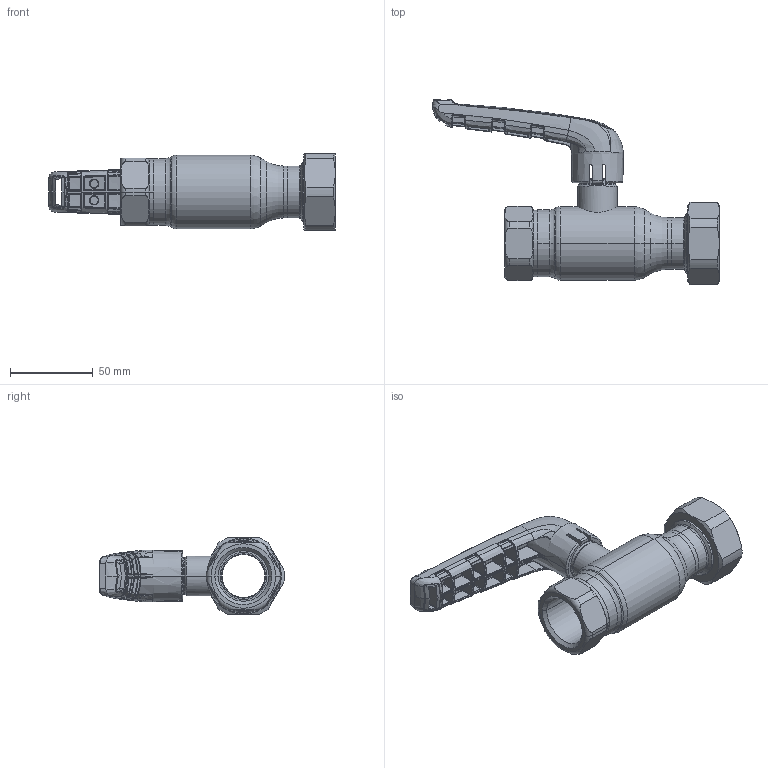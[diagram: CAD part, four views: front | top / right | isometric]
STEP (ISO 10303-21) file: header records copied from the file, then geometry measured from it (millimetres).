
FILE_DESCRIPTION (( 'STEP AP214' ), '1' );
FILE_NAME ('2025002200-xxxx.step', '2019-05-10T06:56:03', ( '' ), ( '' ), 'SwSTEP 2.0', 'SolidWorks 2017', '' );
FILE_SCHEMA (( 'AUTOMOTIVE_DESIGN' ));
Length unit declared in the file: millimetre
Products named in the file (1): 2025002200-xxxx
Bounding box: 173.29 x 112.09 x 46 mm (x, y, z)
Surface area: 46310.8 mm2 (no closed solid volume)
Topology: 0 solids, 11 shells, 801 faces, 2408 edges, 1532 vertices
Faces by surface type: bspline 602, plane 69, cylinder 59, torus 36, cone 31, sphere 4
Entity records: 60259 total; most frequent: CARTESIAN_POINT 35379, ORIENTED_EDGE 4124, EDGE_CURVE 2405, DIRECTION 1774, B_SPLINE_CURVE_WITH_KNOTS 1625, VERTEX_POINT 1533, EDGE_LOOP 821, UNCERTAINTY_MEASURE_WITH_UNIT 803
